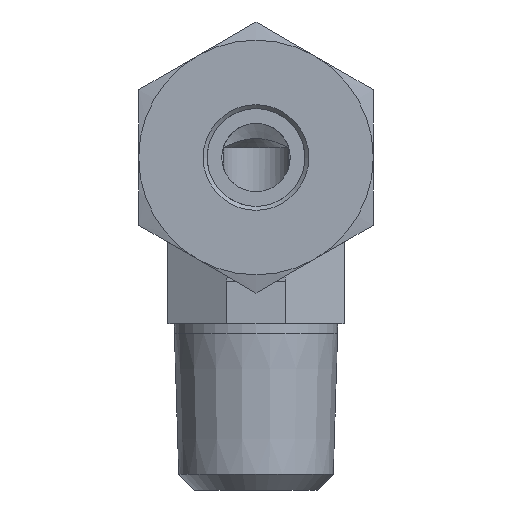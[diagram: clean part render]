
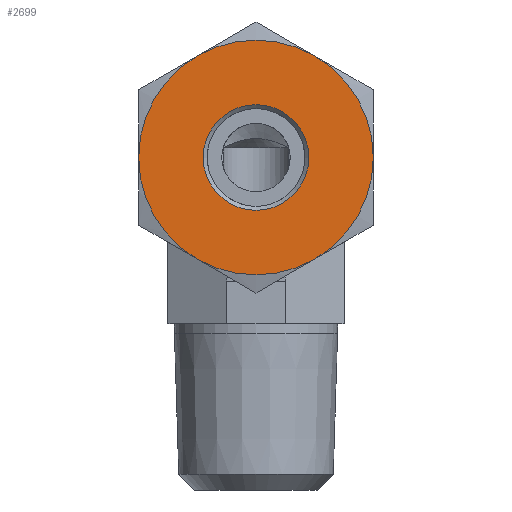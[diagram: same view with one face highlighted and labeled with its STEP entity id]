
A CAD part, front view. The second image highlights one B-rep face of the part: STEP entity #2699.
In plain terms, the highlighted face is planar.
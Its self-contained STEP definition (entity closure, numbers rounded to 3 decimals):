
#2603=CARTESIAN_POINT('',(2.7,0.,11.5));
#2604=VERTEX_POINT('',#2603);
#2605=CARTESIAN_POINT('',(0.0,0.0,11.5));
#2606=DIRECTION('',(0.0,0.0,1.0));
#2607=DIRECTION('',(-1.0,0.0,0.0));
#2608=AXIS2_PLACEMENT_3D('',#2605,#2606,#2607);
#2609=CIRCLE('',#2608,2.7);
#2610=EDGE_CURVE('',#2604,#2604,#2609,.T.);
#2635=CARTESIAN_POINT('',(0.,0.0,11.5));
#2636=DIRECTION('',(0.0,0.0,1.0));
#2637=DIRECTION('',(1.0,0.0,0.0));
#2638=AXIS2_PLACEMENT_3D('',#2635,#2636,#2637);
#2639=PLANE('',#2638);
#2640=CARTESIAN_POINT('',(-3.,-5.196,11.5));
#2641=VERTEX_POINT('',#2640);
#2642=CARTESIAN_POINT('',(3.,-5.196,11.5));
#2643=VERTEX_POINT('',#2642);
#2644=CARTESIAN_POINT('',(0.0,0.0,11.5));
#2645=DIRECTION('',(0.0,0.0,1.0));
#2646=DIRECTION('',(-0.5,-0.866,0.0));
#2647=AXIS2_PLACEMENT_3D('',#2644,#2645,#2646);
#2648=CIRCLE('',#2647,6.);
#2649=EDGE_CURVE('',#2641,#2643,#2648,.T.);
#2650=ORIENTED_EDGE('',*,*,#2649,.T.);
#2651=CARTESIAN_POINT('',(6.0,0.,11.5));
#2652=VERTEX_POINT('',#2651);
#2653=CARTESIAN_POINT('',(0.0,0.0,11.5));
#2654=DIRECTION('',(0.0,0.0,1.0));
#2655=DIRECTION('',(-0.5,-0.866,0.0));
#2656=AXIS2_PLACEMENT_3D('',#2653,#2654,#2655);
#2657=CIRCLE('',#2656,6.);
#2658=EDGE_CURVE('',#2643,#2652,#2657,.T.);
#2659=ORIENTED_EDGE('',*,*,#2658,.T.);
#2660=CARTESIAN_POINT('',(3.0,5.196,11.5));
#2661=VERTEX_POINT('',#2660);
#2662=CARTESIAN_POINT('',(0.0,0.0,11.5));
#2663=DIRECTION('',(0.0,0.0,1.0));
#2664=DIRECTION('',(-0.5,-0.866,0.0));
#2665=AXIS2_PLACEMENT_3D('',#2662,#2663,#2664);
#2666=CIRCLE('',#2665,6.);
#2667=EDGE_CURVE('',#2652,#2661,#2666,.T.);
#2668=ORIENTED_EDGE('',*,*,#2667,.T.);
#2669=CARTESIAN_POINT('',(-3.,5.196,11.5));
#2670=VERTEX_POINT('',#2669);
#2671=CARTESIAN_POINT('',(0.0,0.0,11.5));
#2672=DIRECTION('',(0.0,0.0,1.0));
#2673=DIRECTION('',(-0.5,-0.866,0.0));
#2674=AXIS2_PLACEMENT_3D('',#2671,#2672,#2673);
#2675=CIRCLE('',#2674,6.);
#2676=EDGE_CURVE('',#2661,#2670,#2675,.T.);
#2677=ORIENTED_EDGE('',*,*,#2676,.T.);
#2678=CARTESIAN_POINT('',(-6.,0.0,11.5));
#2679=VERTEX_POINT('',#2678);
#2680=CARTESIAN_POINT('',(0.0,0.0,11.5));
#2681=DIRECTION('',(0.0,0.0,1.0));
#2682=DIRECTION('',(-0.5,-0.866,0.0));
#2683=AXIS2_PLACEMENT_3D('',#2680,#2681,#2682);
#2684=CIRCLE('',#2683,6.);
#2685=EDGE_CURVE('',#2670,#2679,#2684,.T.);
#2686=ORIENTED_EDGE('',*,*,#2685,.T.);
#2687=CARTESIAN_POINT('',(0.0,0.0,11.5));
#2688=DIRECTION('',(0.0,0.0,1.0));
#2689=DIRECTION('',(-0.5,-0.866,0.0));
#2690=AXIS2_PLACEMENT_3D('',#2687,#2688,#2689);
#2691=CIRCLE('',#2690,6.);
#2692=EDGE_CURVE('',#2679,#2641,#2691,.T.);
#2693=ORIENTED_EDGE('',*,*,#2692,.T.);
#2694=EDGE_LOOP('',(#2650,#2659,#2668,#2677,#2686,#2693));
#2695=FACE_OUTER_BOUND('',#2694,.T.);
#2696=ORIENTED_EDGE('',*,*,#2610,.F.);
#2697=EDGE_LOOP('',(#2696));
#2698=FACE_BOUND('',#2697,.T.);
#2699=ADVANCED_FACE('',(#2695,#2698),#2639,.T.);
